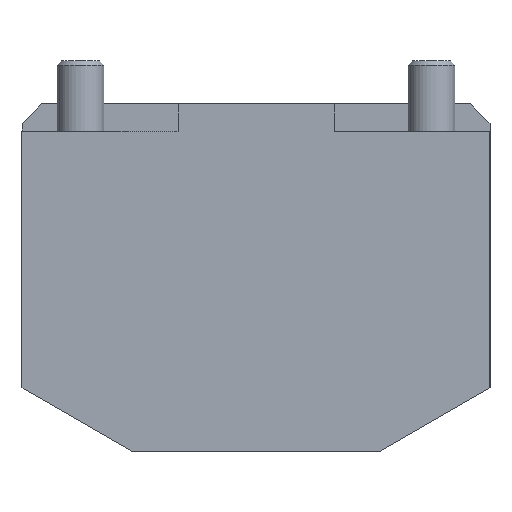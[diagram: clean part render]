
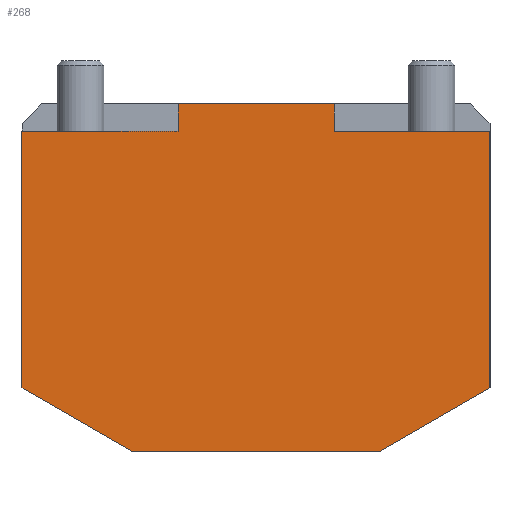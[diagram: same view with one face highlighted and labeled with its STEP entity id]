
A CAD part, left-side view. The second image highlights one B-rep face of the part: STEP entity #268.
In plain terms, the highlighted planar face has unit normal (-1, 0, 0).
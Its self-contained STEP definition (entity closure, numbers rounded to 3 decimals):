
#65=LINE('',#1437,#123);
#66=LINE('',#1440,#124);
#67=LINE('',#1442,#125);
#68=LINE('',#1444,#126);
#69=LINE('',#1446,#127);
#70=LINE('',#1448,#128);
#71=LINE('',#1450,#129);
#72=LINE('',#1452,#130);
#73=LINE('',#1454,#131);
#74=LINE('',#1456,#132);
#123=VECTOR('',#1143,1.);
#124=VECTOR('',#1144,1.);
#125=VECTOR('',#1145,1.);
#126=VECTOR('',#1146,1.);
#127=VECTOR('',#1147,1.);
#128=VECTOR('',#1148,1.);
#129=VECTOR('',#1149,1.);
#130=VECTOR('',#1150,1.);
#131=VECTOR('',#1151,1.);
#132=VECTOR('',#1152,1.);
#179=PLANE('',#949);
#216=FACE_OUTER_BOUND('',#397,.T.);
#268=ADVANCED_FACE('',(#216),#179,.F.);
#397=EDGE_LOOP('',(#530,#531,#532,#533,#534,#535,#536,#537,#538,#539));
#530=ORIENTED_EDGE('',*,*,#758,.F.);
#531=ORIENTED_EDGE('',*,*,#759,.F.);
#532=ORIENTED_EDGE('',*,*,#760,.F.);
#533=ORIENTED_EDGE('',*,*,#761,.F.);
#534=ORIENTED_EDGE('',*,*,#762,.T.);
#535=ORIENTED_EDGE('',*,*,#763,.T.);
#536=ORIENTED_EDGE('',*,*,#764,.F.);
#537=ORIENTED_EDGE('',*,*,#765,.T.);
#538=ORIENTED_EDGE('',*,*,#766,.T.);
#539=ORIENTED_EDGE('',*,*,#767,.F.);
#670=VERTEX_POINT('',#1438);
#671=VERTEX_POINT('',#1439);
#672=VERTEX_POINT('',#1441);
#673=VERTEX_POINT('',#1443);
#674=VERTEX_POINT('',#1445);
#675=VERTEX_POINT('',#1447);
#676=VERTEX_POINT('',#1449);
#677=VERTEX_POINT('',#1451);
#678=VERTEX_POINT('',#1453);
#679=VERTEX_POINT('',#1455);
#758=EDGE_CURVE('',#670,#671,#65,.T.);
#759=EDGE_CURVE('',#672,#670,#66,.T.);
#760=EDGE_CURVE('',#673,#672,#67,.T.);
#761=EDGE_CURVE('',#674,#673,#68,.T.);
#762=EDGE_CURVE('',#674,#675,#69,.T.);
#763=EDGE_CURVE('',#675,#676,#70,.T.);
#764=EDGE_CURVE('',#677,#676,#71,.T.);
#765=EDGE_CURVE('',#677,#678,#72,.T.);
#766=EDGE_CURVE('',#678,#679,#73,.T.);
#767=EDGE_CURVE('',#671,#679,#74,.T.);
#949=AXIS2_PLACEMENT_3D('',#1457,#1153,#1154);
#1143=DIRECTION('',(0.,0.866,0.5));
#1144=DIRECTION('',(0.,1.,0.));
#1145=DIRECTION('',(0.,0.866,-0.5));
#1146=DIRECTION('',(0.,0.,-1.));
#1147=DIRECTION('',(0.,1.,0.));
#1148=DIRECTION('',(0.,0.,1.));
#1149=DIRECTION('',(0.,-1.,0.));
#1150=DIRECTION('',(0.,0.,-1.));
#1151=DIRECTION('',(0.,1.,0.));
#1152=DIRECTION('',(0.,0.,1.));
#1153=DIRECTION('',(1.,0.,0.));
#1154=DIRECTION('',(0.,0.,-1.));
#1437=CARTESIAN_POINT('',(-126.,32.,-82.));
#1438=CARTESIAN_POINT('',(-126.,32.,-82.));
#1439=CARTESIAN_POINT('',(-126.,60.,-65.834));
#1440=CARTESIAN_POINT('',(-126.,-32.,-82.));
#1441=CARTESIAN_POINT('',(-126.,-32.,-82.));
#1442=CARTESIAN_POINT('',(-126.,-60.,-65.834));
#1443=CARTESIAN_POINT('',(-126.,-60.,-65.834));
#1444=CARTESIAN_POINT('',(-126.,-60.,0.));
#1445=CARTESIAN_POINT('',(-126.,-60.,0.));
#1446=CARTESIAN_POINT('',(-126.,-60.,0.));
#1447=CARTESIAN_POINT('',(-126.,-20.,0.));
#1448=CARTESIAN_POINT('',(-126.,-20.,0.));
#1449=CARTESIAN_POINT('',(-126.,-20.,7.));
#1450=CARTESIAN_POINT('',(-126.,20.,7.));
#1451=CARTESIAN_POINT('',(-126.,20.,7.));
#1452=CARTESIAN_POINT('',(-126.,20.,7.));
#1453=CARTESIAN_POINT('',(-126.,20.,0.));
#1454=CARTESIAN_POINT('',(-126.,20.,0.));
#1455=CARTESIAN_POINT('',(-126.,60.,0.));
#1456=CARTESIAN_POINT('',(-126.,60.,-65.834));
#1457=CARTESIAN_POINT('',(-126.,0.,-37.5));
